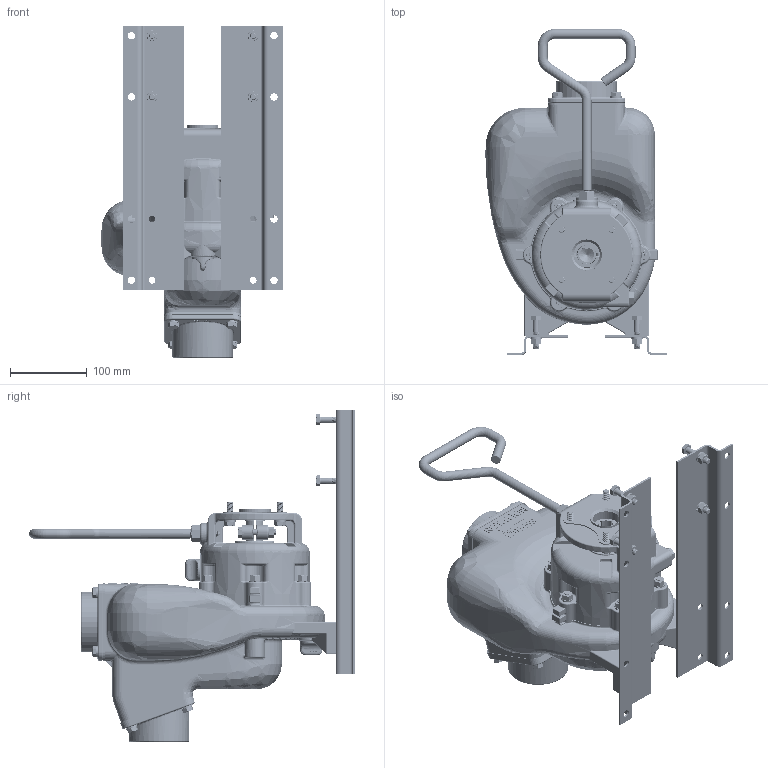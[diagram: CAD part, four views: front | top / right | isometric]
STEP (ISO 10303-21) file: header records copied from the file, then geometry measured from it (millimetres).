
FILE_DESCRIPTION(/* description */ (''),/* implementation_level */ '2;1');
FILE_NAME(/* name */ '201POSSW.stp',/* time_stamp */ '2017-06-08T11:59:30-04:00',/* author */ ('mclevenger'),/* organization */ (''),/* preprocessor_version */ 'ST-DEVELOPER v16.5',/* originating_system */ 'Autodesk Inventor 2017',/* authorisation */ '');
FILE_SCHEMA (('AUTOMOTIVE_DESIGN { 1 0 10303 214 3 1 1 }'));
Products named in the file (38): 201POSSW; 17026SSX; 17200ASS; 17201A; 17202SS; 17235; 17206A; 17208SS; 17009B; 17242; 17040; 17032; 17018; 17123; 17023A; 17023B; 17029; 15022; 17010; 12777SS; UV15163V; 17000SS; 17002SS; 17011SS; 17130SS; 17014; 17017; 17017X; 17021; 17020; 18016; V07019; V07018; 17019; 17034; 17033; V10118; V10119
Assembly tree (95 placements, depth 3):
  201POSSW
    17026SSX
    17200ASS
      17201A
      17202SS
      17235
      17206A
      17208SS
      17009B
      17242  x6
      17018
      V10118  x4
      17040  x4
      17032
      12777SS
      UV15163V
    17018
    17123
      17023A
      17023B
      17029  x2
      V10118  x2
      V10119  x2
    V10118  x18
    V10119  x10
    15022
    17010
    12777SS
    UV15163V
    17000SS
    17002SS
    17011SS
    17130SS  x2
    17014
    17017
      17017X
      17021
      17020
      18016
      V07019
      V07018
    17019  x8
    17034  x4
    17033  x2
Bounding box: 235.16 x 423.16 x 431.21 mm (x, y, z)
Volume: 3089284.7 mm3; surface area: 1064914.9 mm2
Topology: 93 solids, 97 shells, 8201 faces, 19102 edges, 11085 vertices
Faces by surface type: cylinder 2959, cone 2137, plane 1436, bspline 1144, torus 456, sphere 69
Full cylindrical faces by diameter (mm): 6.259 x204, 6.401 x16, 6.858 x2, 7.144 x1, 7.938 x16, 8.731 x8, 8.89 x4, 9.128 x12, 9.525 x24, 9.906 x1, 10.592 x1, 10.719 x1, 11.436 x10, 12.7 x8, 13.716 x1, 14.196 x11, 14.351 x2, 19.152 x1, 25.375 x1, 25.4 x8, 25.527 x2, 26.987 x3, 28.448 x2, 28.575 x1, 28.702 x2, 30.162 x1, 31.75 x4, 32.131 x2, 33.337 x2, 34.131 x1
Entity records: 193262 total; most frequent: CARTESIAN_POINT 93640, ORIENTED_EDGE 20898, DIRECTION 19114, EDGE_CURVE 10443, AXIS2_PLACEMENT_3D 7571, VERTEX_POINT 6424, EDGE_LOOP 5177, FACE_OUTER_BOUND 4542
